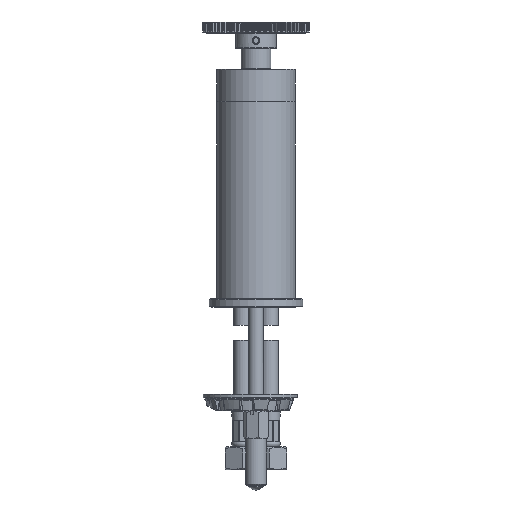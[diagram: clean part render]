
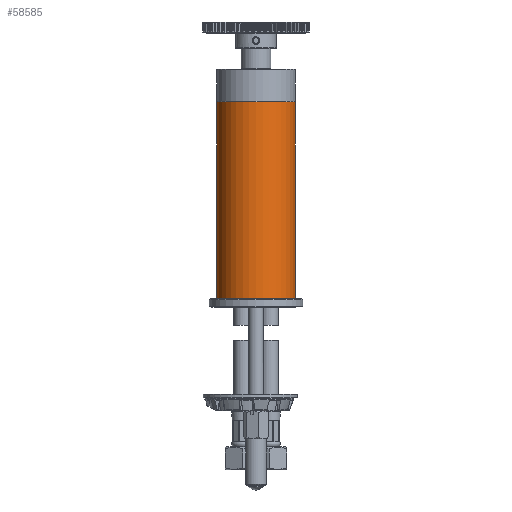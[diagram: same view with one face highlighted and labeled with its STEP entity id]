
A CAD part, left-side view. The second image highlights one B-rep face of the part: STEP entity #58585.
In plain terms, the highlighted cylindrical face has radius 21 mm (diameter 42 mm), a full revolution.
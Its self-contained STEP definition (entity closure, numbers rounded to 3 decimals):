
#2484=B_SPLINE_CURVE_WITH_KNOTS('',3,(#78765,#78766,#78767,#78768,#78769,
#78770,#78771,#78772,#78773,#78774,#78775,#78776,#78777,#78778,#78779),
 .UNSPECIFIED.,.T.,.F.,(1,1,1,1,1,1,1,1,1,1,1,1,1,1,1,1,1,1,1),(-0.009,
-0.007,-0.005,0.,0.002,
0.005,0.009,0.012,0.014,
0.019,0.021,0.024,0.028,
0.031,0.033,0.038,0.04,
0.042,0.047),.UNSPECIFIED.);
#7960=ORIENTED_EDGE('',*,*,#20954,.T.);
#7961=ORIENTED_EDGE('',*,*,#20955,.T.);
#7962=ORIENTED_EDGE('',*,*,#20956,.F.);
#20954=EDGE_CURVE('',#27451,#27451,#31588,.F.);
#20955=EDGE_CURVE('',#27452,#27452,#31589,.T.);
#20956=EDGE_CURVE('',#27453,#27453,#2484,.T.);
#27451=VERTEX_POINT('',#78762);
#27452=VERTEX_POINT('',#78764);
#27453=VERTEX_POINT('',#78780);
#31588=CIRCLE('',#61761,21.);
#31589=CIRCLE('',#61762,21.);
#34390=EDGE_LOOP('',(#7960));
#34391=EDGE_LOOP('',(#7961));
#34392=EDGE_LOOP('',(#7962));
#37925=FACE_BOUND('',#34390,.T.);
#37926=FACE_BOUND('',#34391,.T.);
#37927=FACE_BOUND('',#34392,.T.);
#41471=CYLINDRICAL_SURFACE('',#61760,21.);
#58585=ADVANCED_FACE('',(#37925,#37926,#37927),#41471,.T.);
#61760=AXIS2_PLACEMENT_3D('',#78760,#66834,#66835);
#61761=AXIS2_PLACEMENT_3D('',#78761,#66836,#66837);
#61762=AXIS2_PLACEMENT_3D('',#78763,#66838,#66839);
#66834=DIRECTION('',(0.,0.,-1.));
#66835=DIRECTION('',(-1.,0.,0.));
#66836=DIRECTION('',(0.,0.,-1.));
#66837=DIRECTION('',(-1.,0.,0.));
#66838=DIRECTION('',(0.,0.,-1.));
#66839=DIRECTION('',(-1.,0.,0.));
#78760=CARTESIAN_POINT('',(0.,0.,110.));
#78761=CARTESIAN_POINT('',(0.,0.,0.3));
#78762=CARTESIAN_POINT('',(-21.,0.,0.3));
#78763=CARTESIAN_POINT('',(0.,0.,105.7));
#78764=CARTESIAN_POINT('',(-21.,0.,105.7));
#78765=CARTESIAN_POINT('',(20.34,-5.302,86.477));
#78766=CARTESIAN_POINT('',(20.92,-2.777,84.268));
#78767=CARTESIAN_POINT('',(21.042,0.427,83.857));
#78768=CARTESIAN_POINT('',(20.795,3.528,84.702));
#78769=CARTESIAN_POINT('',(20.211,5.73,87.223));
#78770=CARTESIAN_POINT('',(20.08,6.143,90.42));
#78771=CARTESIAN_POINT('',(20.341,5.299,93.53));
#78772=CARTESIAN_POINT('',(20.919,2.775,95.73));
#78773=CARTESIAN_POINT('',(21.042,-0.419,96.143));
#78774=CARTESIAN_POINT('',(20.796,-3.525,95.302));
#78775=CARTESIAN_POINT('',(20.211,-5.732,92.774));
#78776=CARTESIAN_POINT('',(20.08,-6.142,89.578));
#78777=CARTESIAN_POINT('',(20.34,-5.302,86.477));
#78778=CARTESIAN_POINT('',(20.92,-2.777,84.268));
#78779=CARTESIAN_POINT('',(21.042,0.427,83.857));
#78780=CARTESIAN_POINT('',(20.912,-1.919,84.315));
